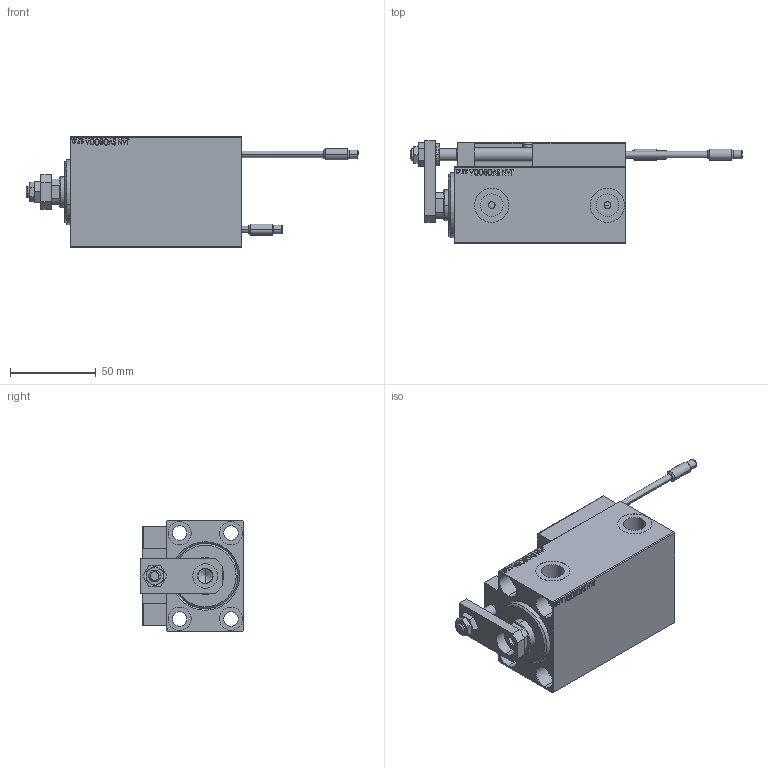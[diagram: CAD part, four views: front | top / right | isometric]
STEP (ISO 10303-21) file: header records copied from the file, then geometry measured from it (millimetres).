
FILE_DESCRIPTION (( 'STEP AP203' ), '1' );
FILE_NAME ('deb6.STEP', '2021-04-19T16:45:17', ( '' ), ( '' ), 'SwSTEP 2.0', 'SolidWorks 2019', '' );
FILE_SCHEMA (( 'CONFIG_CONTROL_DESIGN' ));
Length unit declared in the file: millimetre
Products named in the file (16): NUT_D10 f26180b3358daaf3ccdf84e1d48cb052; ALLEN BOLT D8 f26180b3358daaf3ccdf84e1d48cb052; MAGNET f26180b3358daaf3ccdf84e1d48cb052; SWITCH_X_FRONT_BACK f26180b3358daaf3ccdf84e1d48cb052; SWITCH DIM B,W f26180b3358daaf3ccdf84e1d48cb052; V450CM_C f26180b3358daaf3ccdf84e1d48cb052; NUT_D12 f26180b3358daaf3ccdf84e1d48cb052; ZARAZKA f26180b3358daaf3ccdf84e1d48cb052; deb6; SWITCH X f26180b3358daaf3ccdf84e1d48cb052; Block f26180b3358daaf3ccdf84e1d48cb052; ALLEN BOLT D5 f26180b3358daaf3ccdf84e1d48cb052; V450CM_C_VCP f26180b3358daaf3ccdf84e1d48cb052; V450CM_VC_B f26180b3358daaf3ccdf84e1d48cb052; KONCOVKA_Y f26180b3358daaf3ccdf84e1d48cb052; TYC_L79 f26180b3358daaf3ccdf84e1d48cb052
Assembly tree (25 placements, depth 3):
  deb6
    V450CM_C f26180b3358daaf3ccdf84e1d48cb052
    SWITCH X f26180b3358daaf3ccdf84e1d48cb052
      SWITCH_X_FRONT_BACK f26180b3358daaf3ccdf84e1d48cb052  x2
      TYC_L79 f26180b3358daaf3ccdf84e1d48cb052
      Block f26180b3358daaf3ccdf84e1d48cb052  x2
      ALLEN BOLT D5 f26180b3358daaf3ccdf84e1d48cb052  x4
      ALLEN BOLT D8 f26180b3358daaf3ccdf84e1d48cb052  x4
      MAGNET f26180b3358daaf3ccdf84e1d48cb052  x2
      KONCOVKA_Y f26180b3358daaf3ccdf84e1d48cb052  x2
    NUT_D12 f26180b3358daaf3ccdf84e1d48cb052
    SWITCH DIM B,W f26180b3358daaf3ccdf84e1d48cb052
    ZARAZKA f26180b3358daaf3ccdf84e1d48cb052
    NUT_D10 f26180b3358daaf3ccdf84e1d48cb052
    V450CM_C_VCP f26180b3358daaf3ccdf84e1d48cb052
    V450CM_VC_B f26180b3358daaf3ccdf84e1d48cb052
Bounding box: 193.7 x 60.5 x 65 mm (x, y, z)
Volume: 299705.9 mm3; surface area: 86424.8 mm2
Topology: 24 solids, 24 shells, 1321 faces, 3155 edges, 2012 vertices
Faces by surface type: plane 570, bspline 380, cylinder 198, cone 121, torus 48, sphere 4
Entity records: 51234 total; most frequent: CARTESIAN_POINT 26233, ORIENTED_EDGE 5286, DIRECTION 3592, EDGE_CURVE 2643, VERTEX_POINT 1724, VECTOR 1510, LINE 1510, EDGE_LOOP 1223
